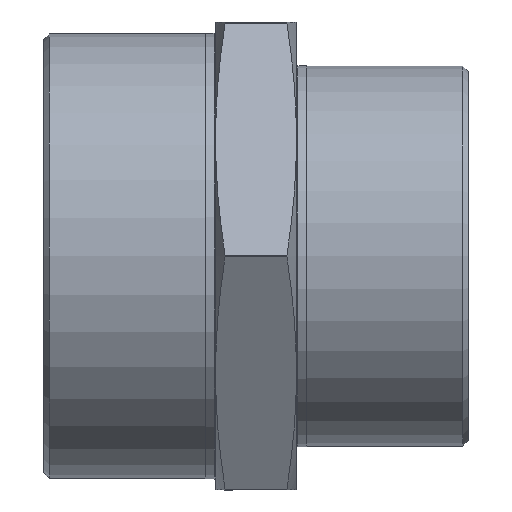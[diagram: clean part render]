
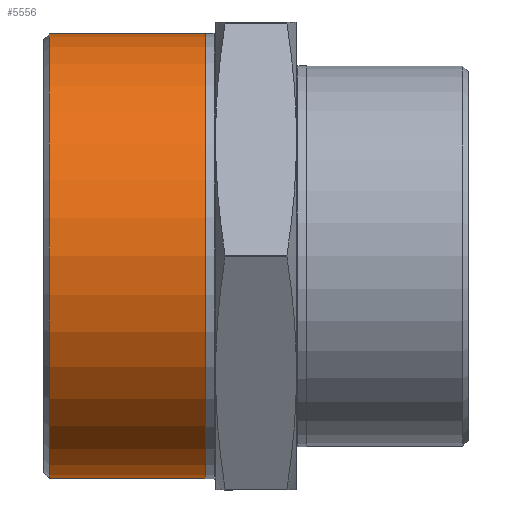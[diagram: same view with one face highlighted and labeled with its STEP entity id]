
A CAD part, front view. The second image highlights one B-rep face of the part: STEP entity #5556.
In plain terms, the highlighted cylindrical face has radius 43.942 mm (diameter 87.884 mm), a full revolution.
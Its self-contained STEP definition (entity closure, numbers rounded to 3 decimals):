
#158 = EDGE_LOOP ( 'NONE', ( #12744 ) ) ;
#166 = EDGE_LOOP ( 'NONE', ( #12855 ) ) ;
#1024 = DIRECTION ( 'NONE',  ( -1., 0., 0. ) ) ;
#1029 = CARTESIAN_POINT ( 'NONE',  ( -40.875, 0., 0. ) ) ;
#1038 = DIRECTION ( 'NONE',  ( 0., 0., 1. ) ) ;
#1862 = DIRECTION ( 'NONE',  ( 0., 0., 1. ) ) ;
#1863 = CARTESIAN_POINT ( 'NONE',  ( -10., 0., 0. ) ) ;
#1891 = DIRECTION ( 'NONE',  ( -1., 0., 0. ) ) ;
#4001 = CARTESIAN_POINT ( 'NONE',  ( -10., 0., 43.942 ) ) ;
#4002 = CARTESIAN_POINT ( 'NONE',  ( -40.875, 0., 43.942 ) ) ;
#4011 = VERTEX_POINT ( 'NONE', #4002 ) ;
#4032 = VERTEX_POINT ( 'NONE', #4001 ) ;
#5556 = ADVANCED_FACE ( 'NONE', ( #13492, #13501 ), #13514, .T. ) ;
#9124 = AXIS2_PLACEMENT_3D ( 'NONE', #13472, #13503, #13516 ) ;
#11189 = CIRCLE ( 'NONE', #11190, 43.942 ) ;
#11190 = AXIS2_PLACEMENT_3D ( 'NONE', #1029, #1024, #1038 ) ;
#11202 = CIRCLE ( 'NONE', #11209, 43.942 ) ;
#11209 = AXIS2_PLACEMENT_3D ( 'NONE', #1863, #1891, #1862 ) ;
#11514 = EDGE_CURVE ( 'NONE', #4032, #4032, #11202, .T. ) ;
#11563 = EDGE_CURVE ( 'NONE', #4011, #4011, #11189, .T. ) ;
#12744 = ORIENTED_EDGE ( 'NONE', *, *, #11563, .F. ) ;
#12855 = ORIENTED_EDGE ( 'NONE', *, *, #11514, .T. ) ;
#13472 = CARTESIAN_POINT ( 'NONE',  ( 0., 0., 0. ) ) ;
#13492 = FACE_OUTER_BOUND ( 'NONE', #166, .T. ) ;
#13501 = FACE_OUTER_BOUND ( 'NONE', #158, .T. ) ;
#13503 = DIRECTION ( 'NONE',  ( -1., 0., 0. ) ) ;
#13514 = CYLINDRICAL_SURFACE ( 'NONE', #9124, 43.942 ) ;
#13516 = DIRECTION ( 'NONE',  ( 0., 0., 1. ) ) ;
